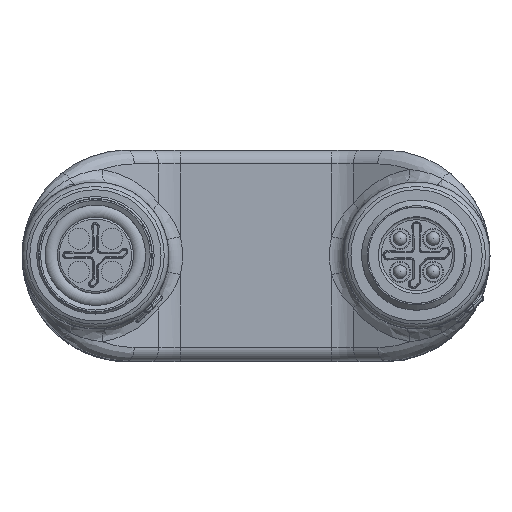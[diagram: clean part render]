
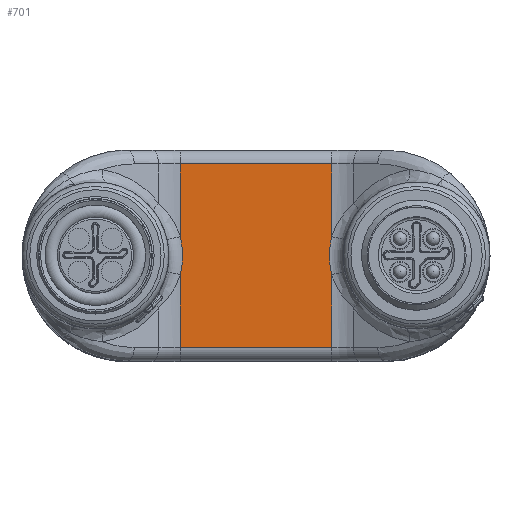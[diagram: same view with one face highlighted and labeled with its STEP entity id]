
A CAD part, top view. The second image highlights one B-rep face of the part: STEP entity #701.
In plain terms, the highlighted planar face has unit normal (0, 0, 1).
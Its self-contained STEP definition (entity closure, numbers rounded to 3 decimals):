
#250=PLANE('',#7965);
#701=ADVANCED_FACE('',(#1404),#250,.F.);
#1404=FACE_OUTER_BOUND('',#1856,.T.);
#1856=EDGE_LOOP('',(#2725,#2726,#2727,#2728,#2729,#2730,#2731,#2732));
#2725=ORIENTED_EDGE('',*,*,#5568,.T.);
#2726=ORIENTED_EDGE('',*,*,#5570,.T.);
#2727=ORIENTED_EDGE('',*,*,#5571,.T.);
#2728=ORIENTED_EDGE('',*,*,#5572,.T.);
#2729=ORIENTED_EDGE('',*,*,#5564,.T.);
#2730=ORIENTED_EDGE('',*,*,#5573,.T.);
#2731=ORIENTED_EDGE('',*,*,#5574,.T.);
#2732=ORIENTED_EDGE('',*,*,#5575,.T.);
#4879=VERTEX_POINT('',#12054);
#4880=VERTEX_POINT('',#12056);
#4883=VERTEX_POINT('',#12066);
#4884=VERTEX_POINT('',#12068);
#4885=VERTEX_POINT('',#12072);
#4886=VERTEX_POINT('',#12074);
#4887=VERTEX_POINT('',#12077);
#4888=VERTEX_POINT('',#12079);
#5564=EDGE_CURVE('',#4880,#4879,#6566,.T.);
#5568=EDGE_CURVE('',#4884,#4883,#6568,.T.);
#5570=EDGE_CURVE('',#4883,#4885,#7395,.T.);
#5571=EDGE_CURVE('',#4885,#4886,#6569,.T.);
#5572=EDGE_CURVE('',#4886,#4880,#6570,.T.);
#5573=EDGE_CURVE('',#4879,#4887,#7396,.T.);
#5574=EDGE_CURVE('',#4887,#4888,#6571,.T.);
#5575=EDGE_CURVE('',#4888,#4884,#6572,.T.);
#6566=LINE('',#12055,#6956);
#6568=LINE('',#12067,#6958);
#6569=LINE('',#12073,#6959);
#6570=LINE('',#12075,#6960);
#6571=LINE('',#12078,#6961);
#6572=LINE('',#12080,#6962);
#6956=VECTOR('',#9160,1.);
#6958=VECTOR('',#9166,1.);
#6959=VECTOR('',#9173,1.);
#6960=VECTOR('',#9174,1.);
#6961=VECTOR('',#9177,1.);
#6962=VECTOR('',#9178,1.);
#7395=CIRCLE('',#7963,9.5);
#7396=CIRCLE('',#7964,9.5);
#7963=AXIS2_PLACEMENT_3D('',#12071,#9171,#9172);
#7964=AXIS2_PLACEMENT_3D('',#12076,#9175,#9176);
#7965=AXIS2_PLACEMENT_3D('',#12081,#9179,#9180);
#9160=DIRECTION('',(0.,-1.,0.));
#9166=DIRECTION('',(0.,1.,0.));
#9171=DIRECTION('',(0.,0.,-1.));
#9172=DIRECTION('',(-1.,0.,0.));
#9173=DIRECTION('',(0.,1.,0.));
#9174=DIRECTION('',(-1.,0.,0.));
#9175=DIRECTION('',(0.,0.,-1.));
#9176=DIRECTION('',(-1.,0.,0.));
#9177=DIRECTION('',(0.,-1.,0.));
#9178=DIRECTION('',(1.,0.,0.));
#9179=DIRECTION('',(0.,0.,-1.));
#9180=DIRECTION('',(-1.,0.,0.));
#12054=CARTESIAN_POINT('',(-8.229,2.071,20.4));
#12055=CARTESIAN_POINT('',(-8.229,-11.5,20.4));
#12056=CARTESIAN_POINT('',(-8.229,10.,20.4));
#12066=CARTESIAN_POINT('',(8.229,-2.071,20.4));
#12067=CARTESIAN_POINT('',(8.229,-11.5,20.4));
#12068=CARTESIAN_POINT('',(8.229,-10.,20.4));
#12071=CARTESIAN_POINT('',(17.5,0.,20.4));
#12072=CARTESIAN_POINT('',(8.229,2.071,20.4));
#12073=CARTESIAN_POINT('',(8.229,-11.5,20.4));
#12074=CARTESIAN_POINT('',(8.229,10.,20.4));
#12075=CARTESIAN_POINT('',(25.5,10.,20.4));
#12076=CARTESIAN_POINT('',(-17.5,0.,20.4));
#12077=CARTESIAN_POINT('',(-8.229,-2.071,20.4));
#12078=CARTESIAN_POINT('',(-8.229,-11.5,20.4));
#12079=CARTESIAN_POINT('',(-8.229,-10.,20.4));
#12080=CARTESIAN_POINT('',(8.229,-10.,20.4));
#12081=CARTESIAN_POINT('',(25.5,-11.5,20.4));
